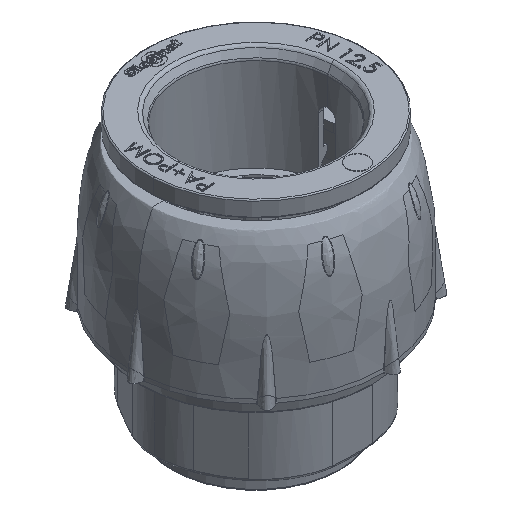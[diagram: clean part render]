
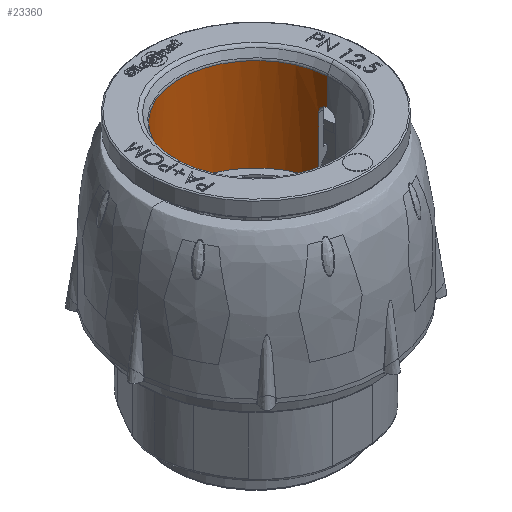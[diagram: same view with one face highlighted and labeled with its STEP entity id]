
A CAD part, isometric view. The second image highlights one B-rep face of the part: STEP entity #23360.
In plain terms, the highlighted cylindrical face has radius 14.25 mm (diameter 28.5 mm), a partial arc.
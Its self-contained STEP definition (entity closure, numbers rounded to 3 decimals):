
#310 = CYLINDRICAL_SURFACE ( 'NONE', #51204, 14.25 ) ;
#868 = DIRECTION ( 'NONE',  ( 1., 0., 0. ) ) ;
#1398 = CARTESIAN_POINT ( 'NONE',  ( -7.05, -14.25, 0. ) ) ;
#2807 = CARTESIAN_POINT ( 'NONE',  ( -7.05, 14.25, 0.098 ) ) ;
#3512 = CARTESIAN_POINT ( 'NONE',  ( -7.098, 14.245, 0.39 ) ) ;
#4507 = DIRECTION ( 'NONE',  ( 1., 0., 0. ) ) ;
#5864 = CARTESIAN_POINT ( 'NONE',  ( -19.35, 14.171, 1.5 ) ) ;
#6538 = DIRECTION ( 'NONE',  ( -1., 0., 0. ) ) ;
#7311 = CARTESIAN_POINT ( 'NONE',  ( -7.559, 14.205, 1.13 ) ) ;
#7576 = VECTOR ( 'NONE', #4507, 1000. ) ;
#9162 = CARTESIAN_POINT ( 'NONE',  ( -8.55, -14.171, 1.5 ) ) ;
#10222 = CARTESIAN_POINT ( 'NONE',  ( -7.351, -14.221, 0.922 ) ) ;
#11042 = CARTESIAN_POINT ( 'NONE',  ( -7.05, -14.25, 0. ) ) ;
#12254 = CARTESIAN_POINT ( 'NONE',  ( -1.933, 0., 0. ) ) ;
#12428 = VECTOR ( 'NONE', #20828, 1000. ) ;
#13826 = CARTESIAN_POINT ( 'NONE',  ( -8.353, -14.172, 1.49 ) ) ;
#14587 = CARTESIAN_POINT ( 'NONE',  ( -8.55, 14.171, 1.5 ) ) ;
#14670 = EDGE_CURVE ( 'NONE', #31839, #53521, #52295, .T. ) ;
#15137 = FACE_OUTER_BOUND ( 'NONE', #47335, .T. ) ;
#15498 = VECTOR ( 'NONE', #6538, 1000. ) ;
#15571 = CARTESIAN_POINT ( 'NONE',  ( -19.35, -14.171, 1.5 ) ) ;
#15578 = CARTESIAN_POINT ( 'NONE',  ( -8.352, 14.171, 1.5 ) ) ;
#15753 = CARTESIAN_POINT ( 'NONE',  ( -7.126, 14.242, 0.483 ) ) ;
#16732 = CIRCLE ( 'NONE', #18547, 14.25 ) ;
#16812 = ORIENTED_EDGE ( 'NONE', *, *, #14670, .F. ) ;
#17082 = CARTESIAN_POINT ( 'NONE',  ( 0., -14.25, 0. ) ) ;
#17372 = CARTESIAN_POINT ( 'NONE',  ( -1.933, -14.25, 0. ) ) ;
#18519 = LINE ( 'NONE', #17082, #7576 ) ;
#18547 = AXIS2_PLACEMENT_3D ( 'NONE', #12254, #20518, #24699 ) ;
#19050 = ORIENTED_EDGE ( 'NONE', *, *, #49245, .F. ) ;
#19758 = EDGE_CURVE ( 'NONE', #53521, #29782, #27470, .T. ) ;
#20396 = CARTESIAN_POINT ( 'NONE',  ( -7.249, 14.23, 0.752 ) ) ;
#20518 = DIRECTION ( 'NONE',  ( 1., 0., 0. ) ) ;
#20709 = DIRECTION ( 'NONE',  ( 0., -1., 0. ) ) ;
#20828 = DIRECTION ( 'NONE',  ( 1., 0., 0. ) ) ;
#22450 = CARTESIAN_POINT ( 'NONE',  ( -8.451, -14.171, 1.5 ) ) ;
#23360 = ADVANCED_FACE ( 'NONE', ( #15137 ), #310, .F. ) ;
#23559 = VECTOR ( 'NONE', #48078, 1000. ) ;
#24233 = VERTEX_POINT ( 'NONE', #41979 ) ;
#24406 = CARTESIAN_POINT ( 'NONE',  ( -7.885, 14.186, 1.348 ) ) ;
#24699 = DIRECTION ( 'NONE',  ( 0., -1., 0. ) ) ;
#24880 = CARTESIAN_POINT ( 'NONE',  ( -19.35, 0., 0. ) ) ;
#26101 = CARTESIAN_POINT ( 'NONE',  ( -7.05, -14.25, 0.196 ) ) ;
#26280 = CARTESIAN_POINT ( 'NONE',  ( -8.066, -14.179, 1.423 ) ) ;
#27304 = LINE ( 'NONE', #49379, #12428 ) ;
#27470 = LINE ( 'NONE', #39941, #23559 ) ;
#27868 = CARTESIAN_POINT ( 'NONE',  ( -8.157, 14.175, 1.461 ) ) ;
#28560 = CARTESIAN_POINT ( 'NONE',  ( -7.419, 14.216, 0.99 ) ) ;
#29032 = VERTEX_POINT ( 'NONE', #17372 ) ;
#29394 = DIRECTION ( 'NONE',  ( 1., 0., 0. ) ) ;
#29719 = DIRECTION ( 'NONE',  ( 0., 1., 0. ) ) ;
#29782 = VERTEX_POINT ( 'NONE', #38393 ) ;
#31839 = VERTEX_POINT ( 'NONE', #5864 ) ;
#32742 = CARTESIAN_POINT ( 'NONE',  ( -7.202, 14.235, 0.665 ) ) ;
#34279 = EDGE_CURVE ( 'NONE', #42608, #29032, #18519, .T. ) ;
#36173 = CARTESIAN_POINT ( 'NONE',  ( -7.797, 14.191, 1.301 ) ) ;
#36608 = AXIS2_PLACEMENT_3D ( 'NONE', #24880, #29394, #20709 ) ;
#36986 = VERTEX_POINT ( 'NONE', #50227 ) ;
#37386 = VERTEX_POINT ( 'NONE', #14587 ) ;
#38393 = CARTESIAN_POINT ( 'NONE',  ( -8.55, -14.171, 1.5 ) ) ;
#39602 = CARTESIAN_POINT ( 'NONE',  ( -7.05, 14.25, 0. ) ) ;
#39941 = CARTESIAN_POINT ( 'NONE',  ( 0., -14.171, 1.5 ) ) ;
#40479 = EDGE_CURVE ( 'NONE', #36986, #24233, #27304, .T. ) ;
#40722 = ORIENTED_EDGE ( 'NONE', *, *, #45929, .F. ) ;
#40823 = CARTESIAN_POINT ( 'NONE',  ( -7.635, 14.2, 1.192 ) ) ;
#41430 = EDGE_CURVE ( 'NONE', #36986, #37386, #45187, .T. ) ;
#41971 = CARTESIAN_POINT ( 'NONE',  ( 0., 0., 0. ) ) ;
#41979 = CARTESIAN_POINT ( 'NONE',  ( -1.933, 14.25, 0. ) ) ;
#42161 = ORIENTED_EDGE ( 'NONE', *, *, #50179, .T. ) ;
#42497 = CARTESIAN_POINT ( 'NONE',  ( -7.635, -14.2, 1.193 ) ) ;
#42608 = VERTEX_POINT ( 'NONE', #11042 ) ;
#43192 = CARTESIAN_POINT ( 'NONE',  ( -7.239, -14.231, 0.755 ) ) ;
#43748 = ORIENTED_EDGE ( 'NONE', *, *, #40479, .T. ) ;
#44423 = CARTESIAN_POINT ( 'NONE',  ( -8.55, 14.171, 1.5 ) ) ;
#44566 = ORIENTED_EDGE ( 'NONE', *, *, #41430, .F. ) ;
#45187 = B_SPLINE_CURVE_WITH_KNOTS ( 'NONE', 3,
 ( #39602, #2807, #52431, #3512, #15753, #32742, #20396, #48610, #28560, #7311, #40823, #36173, #24406, #27868, #15578, #44423 ),
 .UNSPECIFIED., .F., .F.,
 ( 4, 2, 2, 2, 2, 2, 2, 4 ),
 ( 0.002, 0.003, 0.003, 0.003, 0.004, 0.004, 0.004, 0.005 ),
 .UNSPECIFIED. ) ;
#45929 = EDGE_CURVE ( 'NONE', #37386, #31839, #49752, .T. ) ;
#46119 = ORIENTED_EDGE ( 'NONE', *, *, #34279, .F. ) ;
#46657 = CARTESIAN_POINT ( 'NONE',  ( -7.884, -14.186, 1.348 ) ) ;
#47335 = EDGE_LOOP ( 'NONE', ( #46119, #19050, #48972, #16812, #40722, #44566, #43748, #42161 ) ) ;
#47364 = CARTESIAN_POINT ( 'NONE',  ( -7.558, -14.205, 1.129 ) ) ;
#48078 = DIRECTION ( 'NONE',  ( 1., 0., 0. ) ) ;
#48610 = CARTESIAN_POINT ( 'NONE',  ( -7.357, 14.221, 0.915 ) ) ;
#48972 = ORIENTED_EDGE ( 'NONE', *, *, #19758, .F. ) ;
#49245 = EDGE_CURVE ( 'NONE', #29782, #42608, #51066, .T. ) ;
#49379 = CARTESIAN_POINT ( 'NONE',  ( 0., 14.25, 0. ) ) ;
#49752 = LINE ( 'NONE', #52186, #15498 ) ;
#50179 = EDGE_CURVE ( 'NONE', #24233, #29032, #16732, .T. ) ;
#50227 = CARTESIAN_POINT ( 'NONE',  ( -7.05, 14.25, 0. ) ) ;
#50843 = CARTESIAN_POINT ( 'NONE',  ( -7.089, -14.246, 0.393 ) ) ;
#51066 = B_SPLINE_CURVE_WITH_KNOTS ( 'NONE', 3,
 ( #9162, #22450, #13826, #51208, #26280, #46657, #51550, #42497, #47364, #10222, #43192, #50843, #26101, #1398 ),
 .UNSPECIFIED., .F., .F.,
 ( 4, 2, 2, 2, 2, 2, 4 ),
 ( 0., 0., 0.001, 0.001, 0.001, 0.002, 0.002 ),
 .UNSPECIFIED. ) ;
#51204 = AXIS2_PLACEMENT_3D ( 'NONE', #41971, #868, #29719 ) ;
#51208 = CARTESIAN_POINT ( 'NONE',  ( -8.161, -14.176, 1.452 ) ) ;
#51550 = CARTESIAN_POINT ( 'NONE',  ( -7.798, -14.191, 1.302 ) ) ;
#52186 = CARTESIAN_POINT ( 'NONE',  ( 0., 14.171, 1.5 ) ) ;
#52295 = CIRCLE ( 'NONE', #36608, 14.25 ) ;
#52431 = CARTESIAN_POINT ( 'NONE',  ( -7.06, 14.249, 0.197 ) ) ;
#53521 = VERTEX_POINT ( 'NONE', #15571 ) ;
